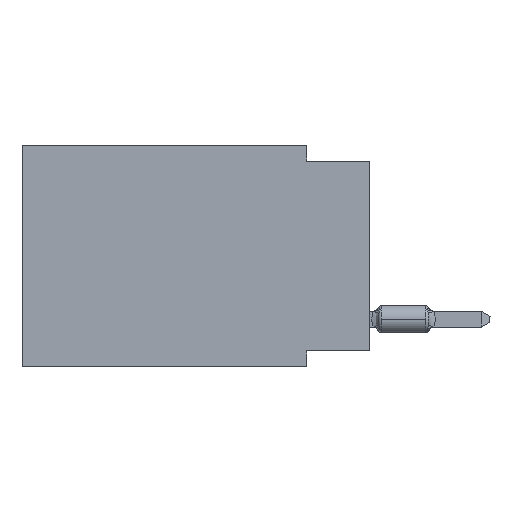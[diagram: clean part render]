
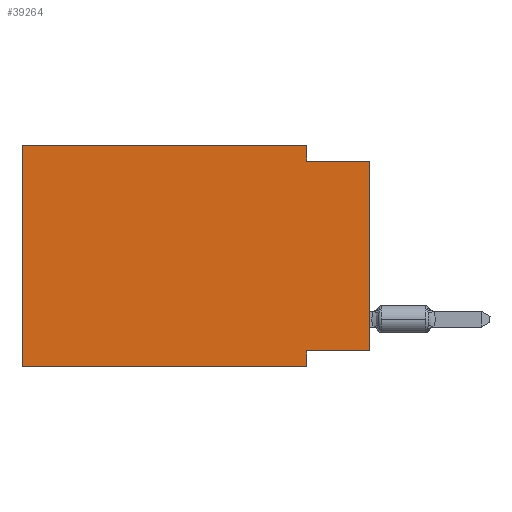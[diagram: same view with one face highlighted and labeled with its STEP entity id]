
A CAD part, left-side view. The second image highlights one B-rep face of the part: STEP entity #39264.
In plain terms, the highlighted planar face has unit normal (-1, 0, 0).
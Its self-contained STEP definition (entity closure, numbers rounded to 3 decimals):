
#3797 = DIRECTION ( 'NONE',  ( 0., 1., 0. ) ) ;
#5837 = EDGE_CURVE ( 'NONE', #25952, #14261, #34004, .T. ) ;
#7385 = DIRECTION ( 'NONE',  ( 0., -1., 0. ) ) ;
#7486 = VERTEX_POINT ( 'NONE', #41074 ) ;
#8314 = CARTESIAN_POINT ( 'NONE',  ( 0., 2.54, -8.89 ) ) ;
#8542 = CARTESIAN_POINT ( 'NONE',  ( 0., 0., -0.635 ) ) ;
#9118 = VECTOR ( 'NONE', #55377, 1000. ) ;
#9954 = VECTOR ( 'NONE', #3797, 1000. ) ;
#10071 = CARTESIAN_POINT ( 'NONE',  ( 0., 13.97, -8.89 ) ) ;
#10446 = ORIENTED_EDGE ( 'NONE', *, *, #5837, .F. ) ;
#12087 = ORIENTED_EDGE ( 'NONE', *, *, #65393, .F. ) ;
#12558 = VECTOR ( 'NONE', #74476, 1000. ) ;
#12827 = VECTOR ( 'NONE', #19569, 1000. ) ;
#13615 = EDGE_CURVE ( 'NONE', #75853, #20937, #48607, .T. ) ;
#14261 = VERTEX_POINT ( 'NONE', #60790 ) ;
#15513 = EDGE_CURVE ( 'NONE', #17688, #54022, #31242, .T. ) ;
#16806 = ORIENTED_EDGE ( 'NONE', *, *, #13615, .F. ) ;
#17254 = FACE_OUTER_BOUND ( 'NONE', #40880, .T. ) ;
#17284 = CARTESIAN_POINT ( 'NONE',  ( 0., 13.97, 0. ) ) ;
#17688 = VERTEX_POINT ( 'NONE', #24172 ) ;
#18839 = CARTESIAN_POINT ( 'NONE',  ( 0., 13.97, 0. ) ) ;
#19569 = DIRECTION ( 'NONE',  ( 0., 0., -1. ) ) ;
#20937 = VERTEX_POINT ( 'NONE', #62068 ) ;
#23705 = VERTEX_POINT ( 'NONE', #71123 ) ;
#24172 = CARTESIAN_POINT ( 'NONE',  ( 0., 2.54, -8.255 ) ) ;
#24540 = ORIENTED_EDGE ( 'NONE', *, *, #64456, .F. ) ;
#25291 = ORIENTED_EDGE ( 'NONE', *, *, #73230, .T. ) ;
#25952 = VERTEX_POINT ( 'NONE', #18839 ) ;
#27944 = LINE ( 'NONE', #10071, #35317 ) ;
#31242 = LINE ( 'NONE', #72864, #12827 ) ;
#33783 = DIRECTION ( 'NONE',  ( 0., -1., 0. ) ) ;
#34004 = LINE ( 'NONE', #63588, #12558 ) ;
#35317 = VECTOR ( 'NONE', #33783, 1000. ) ;
#36710 = CARTESIAN_POINT ( 'NONE',  ( 0., 0., 0. ) ) ;
#38222 = CARTESIAN_POINT ( 'NONE',  ( 0., 2.54, 0. ) ) ;
#39264 = ADVANCED_FACE ( 'NONE', ( #17254 ), #57731, .F. ) ;
#39431 = AXIS2_PLACEMENT_3D ( 'NONE', #63589, #64725, #46064 ) ;
#40880 = EDGE_LOOP ( 'NONE', ( #62694, #16806, #24540, #10446, #12087, #25291, #53482, #76887 ) ) ;
#41074 = CARTESIAN_POINT ( 'NONE',  ( 0., 0., -8.255 ) ) ;
#42000 = EDGE_CURVE ( 'NONE', #7486, #17688, #57064, .T. ) ;
#45012 = CARTESIAN_POINT ( 'NONE',  ( 0., 0., -8.255 ) ) ;
#46064 = DIRECTION ( 'NONE',  ( 0., 0., -1. ) ) ;
#47686 = CARTESIAN_POINT ( 'NONE',  ( 0., 2.54, -0.635 ) ) ;
#48607 = LINE ( 'NONE', #8542, #66044 ) ;
#49546 = LINE ( 'NONE', #36710, #9118 ) ;
#52301 = LINE ( 'NONE', #17284, #71750 ) ;
#53482 = ORIENTED_EDGE ( 'NONE', *, *, #15513, .F. ) ;
#54022 = VERTEX_POINT ( 'NONE', #8314 ) ;
#55377 = DIRECTION ( 'NONE',  ( 0., 0., 1. ) ) ;
#56500 = LINE ( 'NONE', #38222, #58175 ) ;
#57064 = LINE ( 'NONE', #45012, #9954 ) ;
#57731 = PLANE ( 'NONE',  #39431 ) ;
#58175 = VECTOR ( 'NONE', #68181, 1000. ) ;
#60790 = CARTESIAN_POINT ( 'NONE',  ( 0., 2.54, 0. ) ) ;
#62068 = CARTESIAN_POINT ( 'NONE',  ( 0., 0., -0.635 ) ) ;
#62694 = ORIENTED_EDGE ( 'NONE', *, *, #72007, .T. ) ;
#63588 = CARTESIAN_POINT ( 'NONE',  ( 0., 13.97, 0. ) ) ;
#63589 = CARTESIAN_POINT ( 'NONE',  ( 0., 13.97, 0. ) ) ;
#64456 = EDGE_CURVE ( 'NONE', #14261, #75853, #56500, .T. ) ;
#64725 = DIRECTION ( 'NONE',  ( 1., 0., 0. ) ) ;
#65393 = EDGE_CURVE ( 'NONE', #23705, #25952, #52301, .T. ) ;
#66044 = VECTOR ( 'NONE', #7385, 1000. ) ;
#68181 = DIRECTION ( 'NONE',  ( 0., 0., -1. ) ) ;
#71123 = CARTESIAN_POINT ( 'NONE',  ( 0., 13.97, -8.89 ) ) ;
#71750 = VECTOR ( 'NONE', #76792, 1000. ) ;
#72007 = EDGE_CURVE ( 'NONE', #7486, #20937, #49546, .T. ) ;
#72864 = CARTESIAN_POINT ( 'NONE',  ( 0., 2.54, -8.89 ) ) ;
#73230 = EDGE_CURVE ( 'NONE', #23705, #54022, #27944, .T. ) ;
#74476 = DIRECTION ( 'NONE',  ( 0., -1., 0. ) ) ;
#75853 = VERTEX_POINT ( 'NONE', #47686 ) ;
#76792 = DIRECTION ( 'NONE',  ( 0., 0., 1. ) ) ;
#76887 = ORIENTED_EDGE ( 'NONE', *, *, #42000, .F. ) ;
